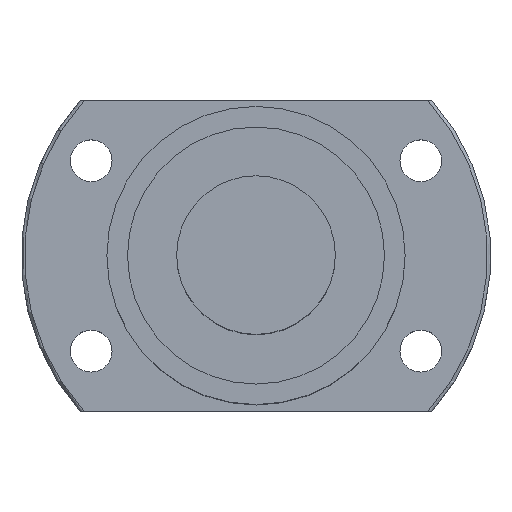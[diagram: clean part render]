
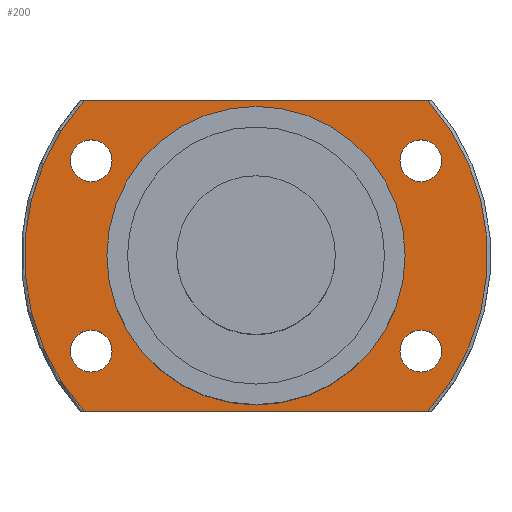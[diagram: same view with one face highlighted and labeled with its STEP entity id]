
A CAD part, top view. The second image highlights one B-rep face of the part: STEP entity #200.
In plain terms, the highlighted face is planar.
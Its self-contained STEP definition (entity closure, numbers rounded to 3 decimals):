
#109=LINE('',#1189,#117);
#110=LINE('',#1193,#118);
#117=VECTOR('',#1009,1.);
#118=VECTOR('',#1012,1.);
#160=PLANE('',#826);
#200=ADVANCED_FACE('',(#311,#312,#313,#314,#315,#316),#160,.F.);
#311=FACE_BOUND('',#401,.T.);
#312=FACE_BOUND('',#402,.T.);
#313=FACE_BOUND('',#403,.T.);
#314=FACE_BOUND('',#404,.T.);
#315=FACE_BOUND('',#405,.T.);
#316=FACE_BOUND('',#406,.T.);
#401=EDGE_LOOP('',(#502,#503,#504,#505));
#402=EDGE_LOOP('',(#506));
#403=EDGE_LOOP('',(#507));
#404=EDGE_LOOP('',(#508));
#405=EDGE_LOOP('',(#509));
#406=EDGE_LOOP('',(#510));
#502=ORIENTED_EDGE('',*,*,#663,.T.);
#503=ORIENTED_EDGE('',*,*,#664,.T.);
#504=ORIENTED_EDGE('',*,*,#665,.T.);
#505=ORIENTED_EDGE('',*,*,#666,.F.);
#506=ORIENTED_EDGE('',*,*,#667,.T.);
#507=ORIENTED_EDGE('',*,*,#668,.T.);
#508=ORIENTED_EDGE('',*,*,#669,.T.);
#509=ORIENTED_EDGE('',*,*,#670,.T.);
#510=ORIENTED_EDGE('',*,*,#650,.F.);
#590=VERTEX_POINT('',#1155);
#603=VERTEX_POINT('',#1187);
#604=VERTEX_POINT('',#1188);
#605=VERTEX_POINT('',#1190);
#606=VERTEX_POINT('',#1192);
#607=VERTEX_POINT('',#1195);
#608=VERTEX_POINT('',#1197);
#609=VERTEX_POINT('',#1199);
#610=VERTEX_POINT('',#1201);
#650=EDGE_CURVE('',#590,#590,#718,.T.);
#663=EDGE_CURVE('',#603,#604,#729,.T.);
#664=EDGE_CURVE('',#604,#605,#109,.T.);
#665=EDGE_CURVE('',#605,#606,#730,.T.);
#666=EDGE_CURVE('',#603,#606,#110,.T.);
#667=EDGE_CURVE('',#607,#607,#731,.T.);
#668=EDGE_CURVE('',#608,#608,#732,.T.);
#669=EDGE_CURVE('',#609,#609,#733,.T.);
#670=EDGE_CURVE('',#610,#610,#734,.T.);
#718=CIRCLE('',#803,23.5);
#729=CIRCLE('',#820,36.5);
#730=CIRCLE('',#821,36.5);
#731=CIRCLE('',#822,3.3);
#732=CIRCLE('',#823,3.3);
#733=CIRCLE('',#824,3.3);
#734=CIRCLE('',#825,3.3);
#803=AXIS2_PLACEMENT_3D('',#1154,#971,#972);
#820=AXIS2_PLACEMENT_3D('',#1186,#1007,#1008);
#821=AXIS2_PLACEMENT_3D('',#1191,#1010,#1011);
#822=AXIS2_PLACEMENT_3D('',#1194,#1013,#1014);
#823=AXIS2_PLACEMENT_3D('',#1196,#1015,#1016);
#824=AXIS2_PLACEMENT_3D('',#1198,#1017,#1018);
#825=AXIS2_PLACEMENT_3D('',#1200,#1019,#1020);
#826=AXIS2_PLACEMENT_3D('',#1202,#1021,#1022);
#971=DIRECTION('',(1.,0.,0.));
#972=DIRECTION('',(0.,-1.,0.));
#1007=DIRECTION('',(1.,0.,0.));
#1008=DIRECTION('',(0.,1.,0.));
#1009=DIRECTION('',(0.,0.,1.));
#1010=DIRECTION('',(1.,0.,0.));
#1011=DIRECTION('',(0.,1.,0.));
#1012=DIRECTION('',(0.,0.,1.));
#1013=DIRECTION('',(-1.,0.,0.));
#1014=DIRECTION('',(0.,-1.,0.));
#1015=DIRECTION('',(-1.,0.,0.));
#1016=DIRECTION('',(0.,-1.,0.));
#1017=DIRECTION('',(-1.,0.,0.));
#1018=DIRECTION('',(0.,-1.,0.));
#1019=DIRECTION('',(-1.,0.,0.));
#1020=DIRECTION('',(0.,-1.,0.));
#1021=DIRECTION('',(-1.,0.,0.));
#1022=DIRECTION('',(0.,-1.,0.));
#1154=CARTESIAN_POINT('',(-77.,0.,0.));
#1155=CARTESIAN_POINT('',(-77.,-23.5,0.));
#1186=CARTESIAN_POINT('',(-77.,0.,0.));
#1187=CARTESIAN_POINT('',(-77.,-24.5,-27.055));
#1188=CARTESIAN_POINT('',(-77.,24.5,-27.055));
#1189=CARTESIAN_POINT('',(-77.,24.5,-48.057));
#1190=CARTESIAN_POINT('',(-77.,24.5,27.055));
#1191=CARTESIAN_POINT('',(-77.,0.,0.));
#1192=CARTESIAN_POINT('',(-77.,-24.5,27.055));
#1193=CARTESIAN_POINT('',(-77.,-24.5,-48.057));
#1194=CARTESIAN_POINT('',(-77.,15.,-25.98));
#1195=CARTESIAN_POINT('',(-77.,11.7,-25.98));
#1196=CARTESIAN_POINT('',(-77.,-15.,-25.98));
#1197=CARTESIAN_POINT('',(-77.,-18.3,-25.98));
#1198=CARTESIAN_POINT('',(-77.,-15.,25.98));
#1199=CARTESIAN_POINT('',(-77.,-18.3,25.98));
#1200=CARTESIAN_POINT('',(-77.,15.,25.98));
#1201=CARTESIAN_POINT('',(-77.,11.7,25.98));
#1202=CARTESIAN_POINT('',(-77.,36.5,0.));
